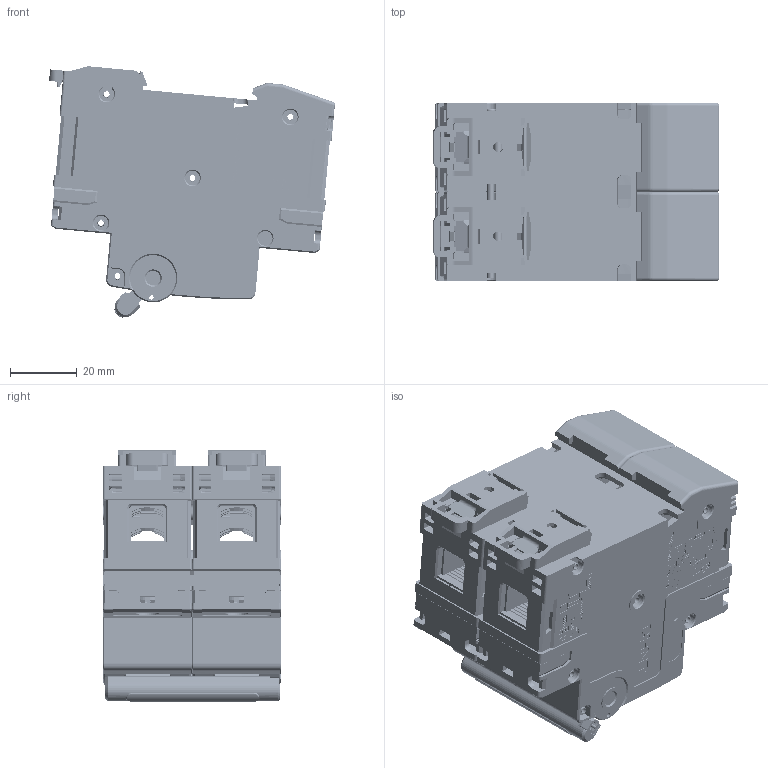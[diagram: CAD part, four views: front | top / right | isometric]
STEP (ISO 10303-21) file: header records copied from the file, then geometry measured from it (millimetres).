
FILE_DESCRIPTION((''),'2;1');
FILE_NAME('2ZTD_253_304_ASM','2022-03-02T15:29:10',('czwei'),(''),'CREO PARAMETRIC BY PTC INC, 2020044','CREO PARAMETRIC BY PTC INC, 2020044','');
FILE_SCHEMA(('CONFIG_CONTROL_DESIGN','SHAPE_APPEARANCE_LAYERS_GROUPS'));
Products named in the file (24): 8ZTD_022_762; 8ZTD_574_546; 5ZTD_574_463_1_ASM; 5ZTD_421_322_ASM; 5ZTD_421_299_ASM; 5ZTD_104_506_1-3_ASM; 5ZTD_551_638_ASM; 8ZTD_574_547; 5ZTD_520_915_ASM; 5ZTD_615_890_1-4_ASM; 8ZTD_253_935; 8ZTD_315_1611; 8ZTD_967_200_1; 8ZTD_574_452; 8ZTD_904_132; 5ZTD_574_442_ASM; 6ZTD_225_354_ASM; 8ZTD_259_224; 8ZTD_967_200_2; 8ZTD_322_085; 8ZTD_108_061; 8ZTD_271_359; 5ZTD_271_063_ASM; 2ZTD_253_304_ASM
Assembly tree (31 placements, depth 7):
  2ZTD_253_304_ASM
    6ZTD_225_354_ASM  x2
      8ZTD_022_762
      5ZTD_104_506_1-3_ASM
        5ZTD_421_299_ASM
          5ZTD_421_322_ASM
            5ZTD_574_463_1_ASM
              8ZTD_574_546
      5ZTD_615_890_1-4_ASM
        5ZTD_520_915_ASM
          5ZTD_551_638_ASM
          8ZTD_574_547
      8ZTD_253_935
      8ZTD_315_1611
      8ZTD_967_200_1
      5ZTD_574_442_ASM
        8ZTD_574_452
        8ZTD_904_132
    8ZTD_259_224
    8ZTD_967_200_2  x3
    8ZTD_322_085  x2
    5ZTD_271_063_ASM  x2
      8ZTD_108_061
      8ZTD_271_359
Bounding box: 85.82 x 53.6 x 75.45 mm (x, y, z)
Volume: 72691.9 mm3; surface area: 102240.1 mm2
Topology: 34 solids, 38 shells, 8133 faces, 22781 edges, 15023 vertices
Faces by surface type: plane 5273, cylinder 1398, extrusion 1086, cone 224, torus 94, bspline 34, sphere 24
Entity records: 183586 total; most frequent: CARTESIAN_POINT 30942, ORIENTED_EDGE 22084, DIRECTION 18859, PRESENTATION_STYLE_ASSIGNMENT 13076, STYLED_ITEM 12885, EDGE_CURVE 11044, CURVE_STYLE 10095, VECTOR 8609
